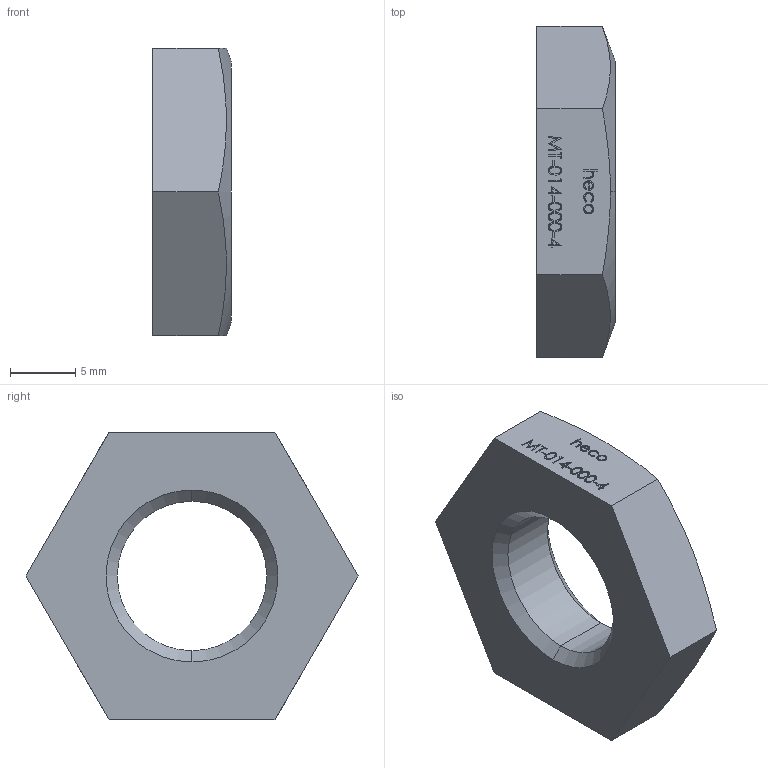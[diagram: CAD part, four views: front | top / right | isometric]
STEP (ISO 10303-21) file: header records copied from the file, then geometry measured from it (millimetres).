
FILE_DESCRIPTION (( 'STEP AP214' ), '1' );
FILE_NAME ('MT-014-000-4 Rohrmutter DIN431.STEP', '2018-06-19T08:48:56', ( '' ), ( '' ), 'SwSTEP 2.0', 'SolidWorks 2016', '' );
FILE_SCHEMA (( 'AUTOMOTIVE_DESIGN' ));
Length unit declared in the file: millimetre
Products named in the file (1): MT-014-000-4 Rohrmutter DIN431
Bounding box: 6 x 25.4 x 22 mm (x, y, z)
Volume: 1836.5 mm3; surface area: 1236.4 mm2
Topology: 1 solids, 1 shells, 189 faces, 485 edges, 322 vertices
Faces by surface type: plane 110, bspline 71, cone 6, cylinder 2
Entity records: 12112 total; most frequent: CARTESIAN_POINT 6152, ORIENTED_EDGE 970, DIRECTION 583, EDGE_CURVE 485, LINE 325, VECTOR 325, VERTEX_POINT 322, EDGE_LOOP 215
